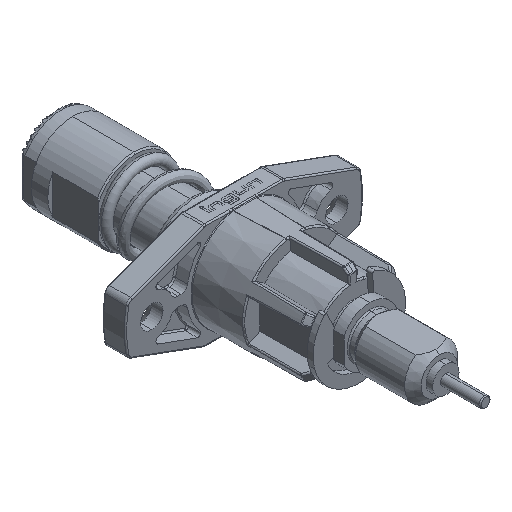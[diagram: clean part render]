
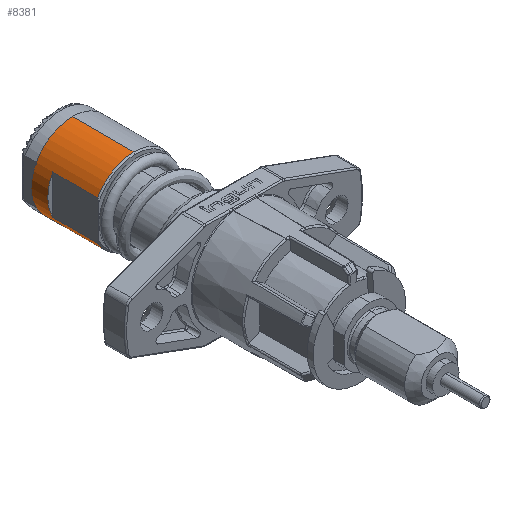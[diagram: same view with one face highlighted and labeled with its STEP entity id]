
A CAD part, isometric view. The second image highlights one B-rep face of the part: STEP entity #8381.
In plain terms, the highlighted cylindrical face has radius 6.25 mm (diameter 12.5 mm), a partial arc.
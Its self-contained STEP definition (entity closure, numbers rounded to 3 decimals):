
#441 = CIRCLE ( 'NONE', #4733, 6.25 ) ;
#457 = ORIENTED_EDGE ( 'NONE', *, *, #35564, .F. ) ;
#829 = CARTESIAN_POINT ( 'NONE',  ( -5.5, -13., 2.969 ) ) ;
#844 = VERTEX_POINT ( 'NONE', #19437 ) ;
#950 = DIRECTION ( 'NONE',  ( 0., 1., 0. ) ) ;
#1458 = DIRECTION ( 'NONE',  ( -1., 0., 0. ) ) ;
#2372 = DIRECTION ( 'NONE',  ( -1., 0., 0. ) ) ;
#2442 = CARTESIAN_POINT ( 'NONE',  ( 0., 33.2, 6.25 ) ) ;
#3007 = CARTESIAN_POINT ( 'NONE',  ( 0., 33.2, -6.25 ) ) ;
#3219 = AXIS2_PLACEMENT_3D ( 'NONE', #26195, #19667, #2372 ) ;
#3341 = EDGE_CURVE ( 'NONE', #43421, #27505, #37897, .T. ) ;
#3767 = CARTESIAN_POINT ( 'NONE',  ( 0., 33.2, 0. ) ) ;
#4317 = FACE_OUTER_BOUND ( 'NONE', #19003, .T. ) ;
#4385 = CARTESIAN_POINT ( 'NONE',  ( -5.5, 42.5, 2.969 ) ) ;
#4450 = DIRECTION ( 'NONE',  ( 0., 1., 0. ) ) ;
#4671 = CIRCLE ( 'NONE', #3219, 6.25 ) ;
#4733 = AXIS2_PLACEMENT_3D ( 'NONE', #15612, #25719, #1458 ) ;
#5127 = CARTESIAN_POINT ( 'NONE',  ( -5.5, -13., -2.969 ) ) ;
#5574 = CARTESIAN_POINT ( 'NONE',  ( -5.5, 42.5, -2.969 ) ) ;
#5976 = ORIENTED_EDGE ( 'NONE', *, *, #3341, .T. ) ;
#6175 = AXIS2_PLACEMENT_3D ( 'NONE', #27249, #16478, #40981 ) ;
#6338 = VECTOR ( 'NONE', #4450, 1000. ) ;
#6490 = CARTESIAN_POINT ( 'NONE',  ( -5.5, 40., -2.969 ) ) ;
#7367 = ORIENTED_EDGE ( 'NONE', *, *, #43704, .F. ) ;
#7841 = LINE ( 'NONE', #5127, #6338 ) ;
#8009 = DIRECTION ( 'NONE',  ( 0., -1., 0. ) ) ;
#8381 = ADVANCED_FACE ( 'Defeature ausgef�hrt1_334', ( #4317 ), #18010, .T. ) ;
#8686 = VECTOR ( 'NONE', #41536, 1000. ) ;
#10479 = CIRCLE ( 'NONE', #6175, 6.25 ) ;
#10529 = VERTEX_POINT ( 'NONE', #25885 ) ;
#11022 = ORIENTED_EDGE ( 'NONE', *, *, #35683, .T. ) ;
#11296 = CARTESIAN_POINT ( 'NONE',  ( 0., -13., 0. ) ) ;
#12239 = EDGE_CURVE ( 'NONE', #10529, #42266, #7841, .T. ) ;
#15057 = EDGE_CURVE ( 'NONE', #30439, #25137, #4671, .T. ) ;
#15612 = CARTESIAN_POINT ( 'NONE',  ( 0., 42.5, 0. ) ) ;
#16478 = DIRECTION ( 'NONE',  ( 0., 1., 0. ) ) ;
#16545 = AXIS2_PLACEMENT_3D ( 'NONE', #40200, #33657, #23311 ) ;
#17292 = CIRCLE ( 'NONE', #16545, 6.25 ) ;
#18010 = CYLINDRICAL_SURFACE ( 'NONE', #41039, 6.25 ) ;
#18518 = AXIS2_PLACEMENT_3D ( 'NONE', #3767, #44024, #38154 ) ;
#18725 = VECTOR ( 'NONE', #32971, 1000. ) ;
#18814 = ORIENTED_EDGE ( 'NONE', *, *, #12239, .T. ) ;
#18973 = VECTOR ( 'NONE', #8009, 1000. ) ;
#19003 = EDGE_LOOP ( 'NONE', ( #19509, #38091, #18814, #11022, #36337, #5976, #23802, #457, #7367, #22288 ) ) ;
#19050 = CARTESIAN_POINT ( 'NONE',  ( 0., -13., 6.25 ) ) ;
#19437 = CARTESIAN_POINT ( 'NONE',  ( -5.5, 40., 2.969 ) ) ;
#19509 = ORIENTED_EDGE ( 'NONE', *, *, #23007, .F. ) ;
#19667 = DIRECTION ( 'NONE',  ( 0., 1., 0. ) ) ;
#20692 = CARTESIAN_POINT ( 'NONE',  ( 0., 42.5, 0. ) ) ;
#22288 = ORIENTED_EDGE ( 'NONE', *, *, #15057, .F. ) ;
#22742 = CARTESIAN_POINT ( 'NONE',  ( -5.5, 33.2, 2.969 ) ) ;
#22793 = EDGE_CURVE ( 'NONE', #39727, #10529, #17292, .T. ) ;
#23007 = EDGE_CURVE ( 'NONE', #39727, #30439, #27801, .T. ) ;
#23200 = CIRCLE ( 'NONE', #39024, 6.25 ) ;
#23311 = DIRECTION ( 'NONE',  ( 0., 0., 1. ) ) ;
#23802 = ORIENTED_EDGE ( 'NONE', *, *, #39028, .T. ) ;
#25137 = VERTEX_POINT ( 'NONE', #5574 ) ;
#25566 = DIRECTION ( 'NONE',  ( 0., 1., 0. ) ) ;
#25719 = DIRECTION ( 'NONE',  ( 0., 1., 0. ) ) ;
#25885 = CARTESIAN_POINT ( 'NONE',  ( -5.5, 33.2, -2.969 ) ) ;
#26195 = CARTESIAN_POINT ( 'NONE',  ( 0., 42.5, 0. ) ) ;
#26236 = DIRECTION ( 'NONE',  ( 0., 0., 1. ) ) ;
#26534 = EDGE_CURVE ( 'NONE', #844, #43421, #32045, .T. ) ;
#26768 = VERTEX_POINT ( 'NONE', #40592 ) ;
#27249 = CARTESIAN_POINT ( 'NONE',  ( 0., 40., 0. ) ) ;
#27343 = CARTESIAN_POINT ( 'NONE',  ( 0., -13., -6.25 ) ) ;
#27505 = VERTEX_POINT ( 'NONE', #2442 ) ;
#27801 = LINE ( 'NONE', #27343, #8686 ) ;
#30439 = VERTEX_POINT ( 'NONE', #36626 ) ;
#32045 = LINE ( 'NONE', #829, #18973 ) ;
#32971 = DIRECTION ( 'NONE',  ( 0., 1., 0. ) ) ;
#33657 = DIRECTION ( 'NONE',  ( 0., 1., 0. ) ) ;
#34649 = DIRECTION ( 'NONE',  ( 0., 0., 1. ) ) ;
#35564 = EDGE_CURVE ( 'NONE', #41919, #26768, #441, .T. ) ;
#35683 = EDGE_CURVE ( 'NONE', #42266, #844, #10479, .T. ) ;
#36337 = ORIENTED_EDGE ( 'NONE', *, *, #26534, .T. ) ;
#36626 = CARTESIAN_POINT ( 'NONE',  ( 0., 42.5, -6.25 ) ) ;
#37897 = CIRCLE ( 'NONE', #18518, 6.25 ) ;
#38091 = ORIENTED_EDGE ( 'NONE', *, *, #22793, .T. ) ;
#38154 = DIRECTION ( 'NONE',  ( 0., 0., 1. ) ) ;
#39024 = AXIS2_PLACEMENT_3D ( 'NONE', #20692, #25566, #26236 ) ;
#39028 = EDGE_CURVE ( 'NONE', #27505, #26768, #43341, .T. ) ;
#39727 = VERTEX_POINT ( 'NONE', #3007 ) ;
#40200 = CARTESIAN_POINT ( 'NONE',  ( 0., 33.2, 0. ) ) ;
#40592 = CARTESIAN_POINT ( 'NONE',  ( 0., 42.5, 6.25 ) ) ;
#40981 = DIRECTION ( 'NONE',  ( 0., 0., 1. ) ) ;
#41039 = AXIS2_PLACEMENT_3D ( 'NONE', #11296, #950, #34649 ) ;
#41536 = DIRECTION ( 'NONE',  ( 0., 1., 0. ) ) ;
#41919 = VERTEX_POINT ( 'NONE', #4385 ) ;
#42266 = VERTEX_POINT ( 'NONE', #6490 ) ;
#43341 = LINE ( 'NONE', #19050, #18725 ) ;
#43421 = VERTEX_POINT ( 'NONE', #22742 ) ;
#43704 = EDGE_CURVE ( 'NONE', #25137, #41919, #23200, .T. ) ;
#44024 = DIRECTION ( 'NONE',  ( 0., 1., 0. ) ) ;
